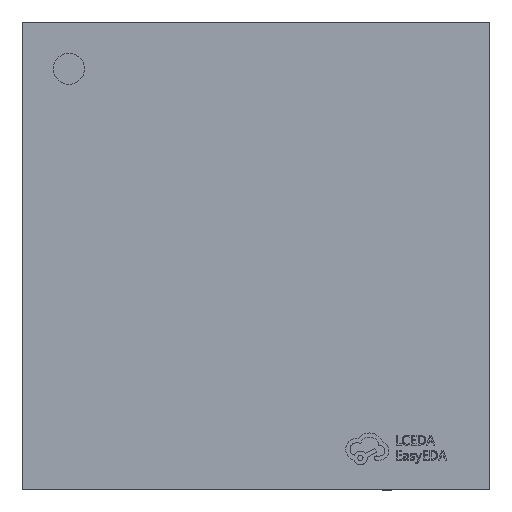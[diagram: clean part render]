
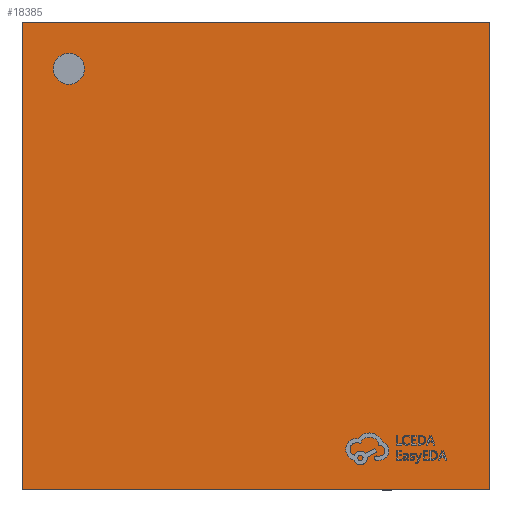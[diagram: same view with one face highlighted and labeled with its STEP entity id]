
A CAD part, top view. The second image highlights one B-rep face of the part: STEP entity #18385.
In plain terms, the highlighted planar face has unit normal (0, 0, 1).
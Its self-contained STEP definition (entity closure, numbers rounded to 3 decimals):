
#791 = DIRECTION ( 'NONE',  ( 1., 0., 0. ) ) ;
#875 = DIRECTION ( 'NONE',  ( 0., 0., -1. ) ) ;
#961 = VECTOR ( 'NONE', #13488, 1000. ) ;
#964 = DIRECTION ( 'NONE',  ( -1., 0., 0. ) ) ;
#1127 = ORIENTED_EDGE ( 'NONE', *, *, #19914, .F. ) ;
#1224 = LINE ( 'NONE', #16890, #4127 ) ;
#2042 = EDGE_LOOP ( 'NONE', ( #13070, #16994, #10208, #11595 ) ) ;
#2506 = EDGE_CURVE ( 'NONE', #9711, #8129, #17156, .T. ) ;
#2573 = DIRECTION ( 'NONE',  ( 0., -1., 0. ) ) ;
#2870 = DIRECTION ( 'NONE',  ( 1., 0., 0. ) ) ;
#3748 = CARTESIAN_POINT ( 'NONE',  ( -1.5, -1.5, 0.73 ) ) ;
#4127 = VECTOR ( 'NONE', #2573, 1000. ) ;
#4248 = CARTESIAN_POINT ( 'NONE',  ( 1.5, -1.5, 0.73 ) ) ;
#4633 = EDGE_LOOP ( 'NONE', ( #1127, #14455 ) ) ;
#4829 = EDGE_CURVE ( 'NONE', #19220, #9711, #6153, .T. ) ;
#4923 = AXIS2_PLACEMENT_3D ( 'NONE', #14270, #12281, #2870 ) ;
#5448 = EDGE_CURVE ( 'NONE', #15458, #19220, #8363, .T. ) ;
#5798 = CARTESIAN_POINT ( 'NONE',  ( -1.5, -1.5, 0.73 ) ) ;
#6153 = LINE ( 'NONE', #4248, #15037 ) ;
#7930 = EDGE_CURVE ( 'NONE', #15925, #9549, #11292, .T. ) ;
#8129 = VERTEX_POINT ( 'NONE', #9579 ) ;
#8286 = CARTESIAN_POINT ( 'NONE',  ( -1.1, 1.2, 0.73 ) ) ;
#8363 = LINE ( 'NONE', #3748, #961 ) ;
#8479 = AXIS2_PLACEMENT_3D ( 'NONE', #18119, #875, #19887 ) ;
#9549 = VERTEX_POINT ( 'NONE', #8286 ) ;
#9579 = CARTESIAN_POINT ( 'NONE',  ( -1.5, 1.5, 0.73 ) ) ;
#9711 = VERTEX_POINT ( 'NONE', #11498 ) ;
#9972 = VECTOR ( 'NONE', #964, 1000. ) ;
#10208 = ORIENTED_EDGE ( 'NONE', *, *, #18192, .T. ) ;
#11292 = CIRCLE ( 'NONE', #14649, 0.1 ) ;
#11498 = CARTESIAN_POINT ( 'NONE',  ( 1.5, 1.5, 0.73 ) ) ;
#11595 = ORIENTED_EDGE ( 'NONE', *, *, #5448, .T. ) ;
#11663 = PLANE ( 'NONE',  #8479 ) ;
#12079 = DIRECTION ( 'NONE',  ( 0., 0., 1. ) ) ;
#12147 = CARTESIAN_POINT ( 'NONE',  ( -1.5, 1.5, 0.73 ) ) ;
#12151 = CARTESIAN_POINT ( 'NONE',  ( 1.5, -1.5, 0.73 ) ) ;
#12281 = DIRECTION ( 'NONE',  ( 0., 0., 1. ) ) ;
#13070 = ORIENTED_EDGE ( 'NONE', *, *, #4829, .T. ) ;
#13488 = DIRECTION ( 'NONE',  ( 1., 0., 0. ) ) ;
#14270 = CARTESIAN_POINT ( 'NONE',  ( -1.2, 1.2, 0.73 ) ) ;
#14455 = ORIENTED_EDGE ( 'NONE', *, *, #7930, .F. ) ;
#14649 = AXIS2_PLACEMENT_3D ( 'NONE', #15108, #12079, #791 ) ;
#14887 = FACE_OUTER_BOUND ( 'NONE', #2042, .T. ) ;
#15037 = VECTOR ( 'NONE', #20153, 1000. ) ;
#15108 = CARTESIAN_POINT ( 'NONE',  ( -1.2, 1.2, 0.73 ) ) ;
#15458 = VERTEX_POINT ( 'NONE', #5798 ) ;
#15925 = VERTEX_POINT ( 'NONE', #20589 ) ;
#16890 = CARTESIAN_POINT ( 'NONE',  ( -1.5, -1.5, 0.73 ) ) ;
#16994 = ORIENTED_EDGE ( 'NONE', *, *, #2506, .T. ) ;
#17156 = LINE ( 'NONE', #12147, #9972 ) ;
#17591 = CIRCLE ( 'NONE', #4923, 0.1 ) ;
#18119 = CARTESIAN_POINT ( 'NONE',  ( 0., 0., 0.73 ) ) ;
#18192 = EDGE_CURVE ( 'NONE', #8129, #15458, #1224, .T. ) ;
#18385 = ADVANCED_FACE ( 'NONE', ( #19189, #14887 ), #11663, .F. ) ;
#19189 = FACE_BOUND ( 'NONE', #4633, .T. ) ;
#19220 = VERTEX_POINT ( 'NONE', #12151 ) ;
#19887 = DIRECTION ( 'NONE',  ( -1., 0., 0. ) ) ;
#19914 = EDGE_CURVE ( 'NONE', #9549, #15925, #17591, .T. ) ;
#20153 = DIRECTION ( 'NONE',  ( 0., 1., 0. ) ) ;
#20589 = CARTESIAN_POINT ( 'NONE',  ( -1.3, 1.2, 0.73 ) ) ;
